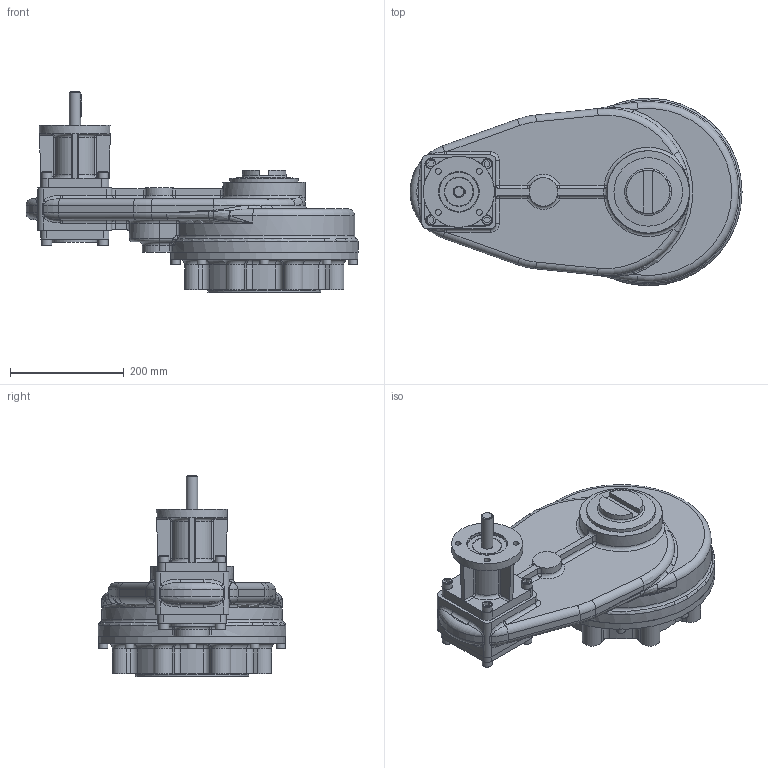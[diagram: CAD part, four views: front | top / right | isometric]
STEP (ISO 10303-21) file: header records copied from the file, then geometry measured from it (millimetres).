
FILE_DESCRIPTION( ( 'Unknown' ), '1' );
FILE_NAME( 'PUBIS9-F10-F25_simplified.stp', 'Unknown', ( 'Unknown' ), ( 'Unknown' ), 'PSStep 15.0.49', 'Unknown', ' ' );
FILE_SCHEMA( ( 'AUTOMOTIVE_DESIGN { 1 0 10303 214 1 1 1 1 }' ) );
Length unit declared in the file: millimetre
Products named in the file (27): 1; 2; 3; 4; 5; 6; 7; 8; 9; 10; 11; 12; 13; 14; 15; 16; 17; 18; 19; 20; 21; 22; 23; 24; 25; 26; 27
Bounding box: 584.05 x 330 x 354.1 mm (x, y, z)
Surface area: 699383.1 mm2 (no closed solid volume)
Topology: 0 solids, 626 shells, 626 faces, 2905 edges, 2789 vertices
Faces by surface type: plane 234, cylinder 197, bspline 64, torus 63, cone 34, sphere 34
Full cylindrical faces by diameter (mm): 10.5 x4, 13.835 x8, 16 x8, 18 x8, 20 x1, 50 x2, 70.05 x1, 80 x1, 110 x1, 120.65 x1, 125 x1, 145 x1, 200 x1, 220 x1, 330 x1
Entity records: 50344 total; most frequent: CARTESIAN_POINT 23645, DIRECTION 4671, VERTEX_POINT 2753, ORIENTED_EDGE 2745, EDGE_CURVE 2745, AXIS2_PLACEMENT_3D 1699, LINE 1273, VECTOR 1273
